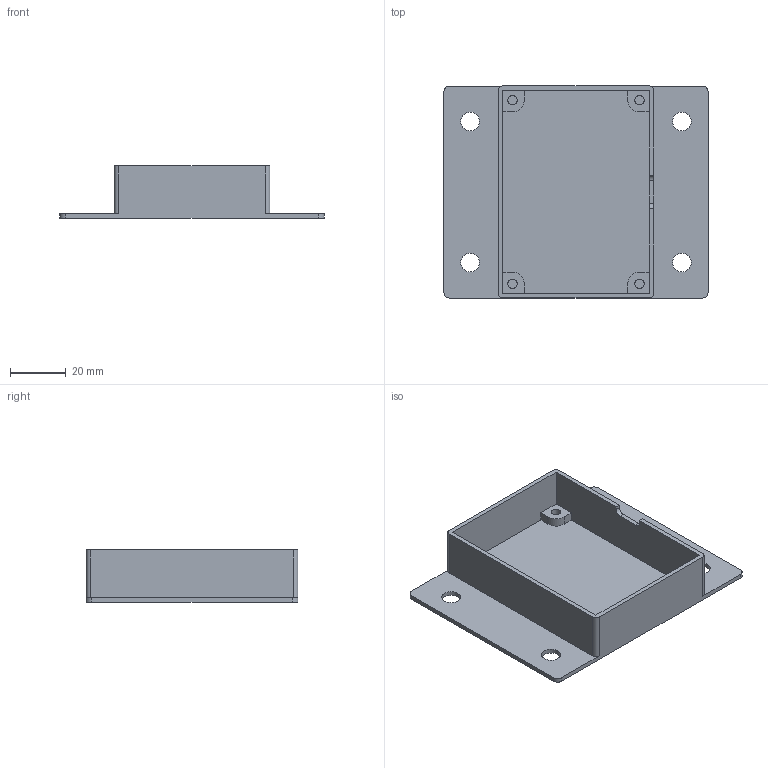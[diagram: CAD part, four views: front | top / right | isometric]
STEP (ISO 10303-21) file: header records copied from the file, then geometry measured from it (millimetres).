
FILE_DESCRIPTION(('FreeCAD Model'),'2;1');
FILE_NAME('Open CASCADE Shape Model','2025-07-15T17:47:30',(''),(''), 'Open CASCADE STEP processor 7.8','FreeCAD','Unknown');
FILE_SCHEMA(('AUTOMOTIVE_DESIGN { 1 0 10303 214 1 1 1 1 }'));
Length unit declared in the file: millimetre
Products named in the file (1): USBCutoutPocket
Bounding box: 95.08 x 76.32 x 18.82 mm (x, y, z)
Volume: 19003.4 mm3; surface area: 23794.8 mm2
Topology: 1 solids, 1 shells, 56 faces, 150 edges, 100 vertices
Faces by surface type: plane 34, cylinder 22
Full cylindrical faces by diameter (mm): 3.34 x4, 6.756 x4
Entity records: 1796 total; most frequent: DIRECTION 308, CARTESIAN_POINT 307, ORIENTED_EDGE 300, EDGE_CURVE 150, LINE 106, VECTOR 106, AXIS2_PLACEMENT_3D 101, VERTEX_POINT 100
